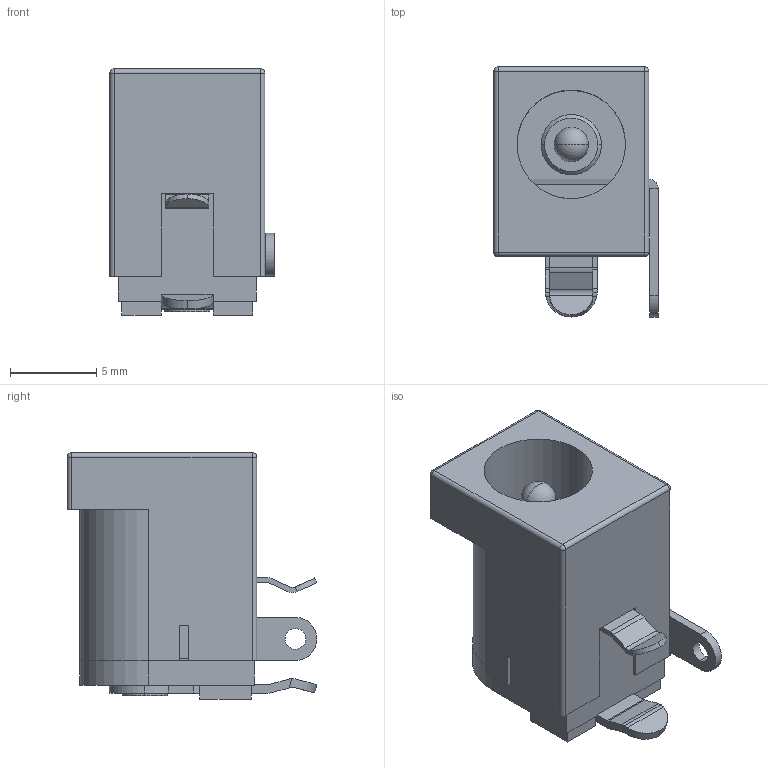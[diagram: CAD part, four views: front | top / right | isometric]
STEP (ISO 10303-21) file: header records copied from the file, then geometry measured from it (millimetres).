
FILE_DESCRIPTION (( 'STEP AP214' ), '1' );
FILE_NAME ('DCJ200-10-A-K1-K.STEP', '2023-10-18T16:25:51', ( '' ), ( '' ), 'SwSTEP 2.0', 'SolidWorks 2021', '' );
FILE_SCHEMA (( 'AUTOMOTIVE_DESIGN' ));
Length unit declared in the file: millimetre
Products named in the file (2): DCJ200-10-A-K1-K--3DModel-STEP-56544; DCJ200-10-A-K1-K
Assembly tree (1 placements, depth 2):
  DCJ200-10-A-K1-K
    DCJ200-10-A-K1-K--3DModel-STEP-56544
Bounding box: 9.55 x 14.5 x 14.3 mm (x, y, z)
Volume: 929.4 mm3; surface area: 1425.1 mm2
Topology: 7 solids, 7 shells, 156 faces, 396 edges, 254 vertices
Faces by surface type: plane 86, cylinder 60, sphere 6, cone 2, torus 2
Entity records: 4786 total; most frequent: CARTESIAN_POINT 850, DIRECTION 814, ORIENTED_EDGE 778, EDGE_CURVE 389, AXIS2_PLACEMENT_3D 281, VERTEX_POINT 253, VECTOR 252, LINE 252
